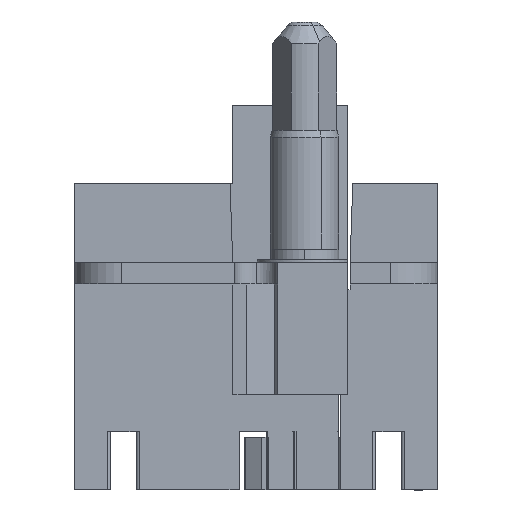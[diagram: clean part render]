
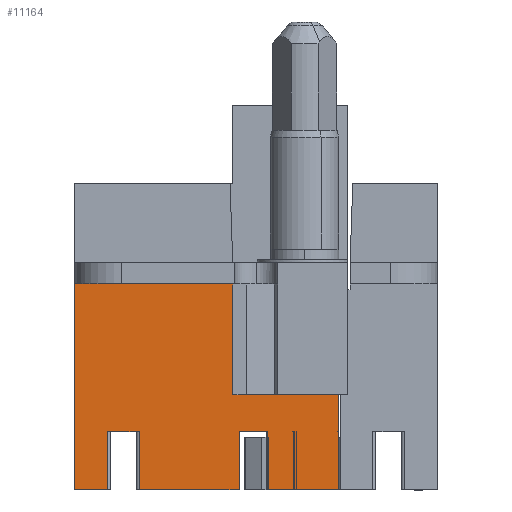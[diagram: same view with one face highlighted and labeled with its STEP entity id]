
A CAD part, front view. The second image highlights one B-rep face of the part: STEP entity #11164.
In plain terms, the highlighted planar face has unit normal (0, -1, 0).
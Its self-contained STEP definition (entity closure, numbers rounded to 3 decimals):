
#6297=AXIS2_PLACEMENT_3D('Plane Axis2P3D',#6294,#6295,#6296) ;
#5376=CARTESIAN_POINT('Vertex',(6.138,9.2,0.)) ;
#5379=CARTESIAN_POINT('Line Origine',(6.138,9.2,2.75)) ;
#5383=CARTESIAN_POINT('Vertex',(6.138,9.2,5.5)) ;
#5408=CARTESIAN_POINT('Line Origine',(4.65,9.2,5.5)) ;
#5412=CARTESIAN_POINT('Vertex',(3.163,9.2,5.5)) ;
#5434=CARTESIAN_POINT('Line Origine',(3.163,9.2,2.75)) ;
#5438=CARTESIAN_POINT('Vertex',(3.163,9.2,0.)) ;
#5553=CARTESIAN_POINT('Vertex',(15.,9.2,9.)) ;
#5556=CARTESIAN_POINT('Line Origine',(20.,9.2,9.)) ;
#5560=CARTESIAN_POINT('Vertex',(25.,9.2,9.)) ;
#5595=CARTESIAN_POINT('Line Origine',(25.,9.2,4.5)) ;
#5599=CARTESIAN_POINT('Vertex',(25.,9.2,0.)) ;
#5631=CARTESIAN_POINT('Line Origine',(21.63,9.2,0.)) ;
#5635=CARTESIAN_POINT('Vertex',(18.26,9.2,0.)) ;
#5667=CARTESIAN_POINT('Vertex',(18.26,9.2,5.5)) ;
#5670=CARTESIAN_POINT('Line Origine',(18.26,9.2,2.75)) ;
#5692=CARTESIAN_POINT('Line Origine',(16.93,9.2,5.5)) ;
#5696=CARTESIAN_POINT('Vertex',(15.6,9.2,5.5)) ;
#5722=CARTESIAN_POINT('Line Origine',(15.6,9.2,2.75)) ;
#5726=CARTESIAN_POINT('Vertex',(15.6,9.2,0.)) ;
#5746=CARTESIAN_POINT('Line Origine',(10.869,9.2,0.)) ;
#5855=CARTESIAN_POINT('Vertex',(15.,9.2,19.5)) ;
#5860=CARTESIAN_POINT('Line Origine',(15.,9.2,14.25)) ;
#6294=CARTESIAN_POINT('Axis2P3D Location',(0.,9.2,0.)) ;
#11112=CARTESIAN_POINT('Line Origine',(1.581,9.2,0.)) ;
#11116=CARTESIAN_POINT('Vertex',(0.,9.2,0.)) ;
#11136=CARTESIAN_POINT('Line Origine',(7.5,9.2,19.5)) ;
#11140=CARTESIAN_POINT('Vertex',(0.,9.2,19.5)) ;
#11143=CARTESIAN_POINT('Line Origine',(0.,9.2,9.75)) ;
#5380=DIRECTION('Vector Direction',(0.,0.,-1.)) ;
#5409=DIRECTION('Vector Direction',(1.,0.,0.)) ;
#5435=DIRECTION('Vector Direction',(0.,0.,-1.)) ;
#5557=DIRECTION('Vector Direction',(-1.,0.,0.)) ;
#5596=DIRECTION('Vector Direction',(0.,0.,1.)) ;
#5632=DIRECTION('Vector Direction',(1.,0.,0.)) ;
#5671=DIRECTION('Vector Direction',(0.,0.,1.)) ;
#5693=DIRECTION('Vector Direction',(1.,0.,0.)) ;
#5723=DIRECTION('Vector Direction',(0.,0.,1.)) ;
#5747=DIRECTION('Vector Direction',(1.,0.,0.)) ;
#5861=DIRECTION('Vector Direction',(0.,0.,1.)) ;
#6295=DIRECTION('Axis2P3D Direction',(0.,-1.,0.)) ;
#6296=DIRECTION('Axis2P3D XDirection',(1.,0.,0.)) ;
#11113=DIRECTION('Vector Direction',(1.,0.,0.)) ;
#11137=DIRECTION('Vector Direction',(1.,0.,0.)) ;
#11144=DIRECTION('Vector Direction',(0.,0.,1.)) ;
#5381=VECTOR('Line Direction',#5380,1.) ;
#5410=VECTOR('Line Direction',#5409,1.) ;
#5436=VECTOR('Line Direction',#5435,1.) ;
#5558=VECTOR('Line Direction',#5557,1.) ;
#5597=VECTOR('Line Direction',#5596,1.) ;
#5633=VECTOR('Line Direction',#5632,1.) ;
#5672=VECTOR('Line Direction',#5671,1.) ;
#5694=VECTOR('Line Direction',#5693,1.) ;
#5724=VECTOR('Line Direction',#5723,1.) ;
#5748=VECTOR('Line Direction',#5747,1.) ;
#5862=VECTOR('Line Direction',#5861,1.) ;
#11114=VECTOR('Line Direction',#11113,1.) ;
#11138=VECTOR('Line Direction',#11137,1.) ;
#11145=VECTOR('Line Direction',#11144,1.) ;
#11149=ORIENTED_EDGE('',*,*,#5750,.F.) ;
#11150=ORIENTED_EDGE('',*,*,#5728,.T.) ;
#11151=ORIENTED_EDGE('',*,*,#5698,.T.) ;
#11152=ORIENTED_EDGE('',*,*,#5674,.F.) ;
#11153=ORIENTED_EDGE('',*,*,#5637,.F.) ;
#11154=ORIENTED_EDGE('',*,*,#5601,.T.) ;
#11155=ORIENTED_EDGE('',*,*,#5562,.F.) ;
#11156=ORIENTED_EDGE('',*,*,#5864,.T.) ;
#11157=ORIENTED_EDGE('',*,*,#11142,.F.) ;
#11158=ORIENTED_EDGE('',*,*,#11147,.F.) ;
#11159=ORIENTED_EDGE('',*,*,#11118,.F.) ;
#11160=ORIENTED_EDGE('',*,*,#5440,.T.) ;
#11161=ORIENTED_EDGE('',*,*,#5414,.F.) ;
#11162=ORIENTED_EDGE('',*,*,#5385,.F.) ;
#11164=ADVANCED_FACE('Hauptk\X2\00F6\X0\rper',(#11163),#6298,.T.) ;
#5385=EDGE_CURVE('',#5377,#5384,#5382,.F.) ;
#5414=EDGE_CURVE('',#5384,#5413,#5411,.F.) ;
#5440=EDGE_CURVE('',#5439,#5413,#5437,.F.) ;
#5562=EDGE_CURVE('',#5554,#5561,#5559,.F.) ;
#5601=EDGE_CURVE('',#5600,#5561,#5598,.T.) ;
#5637=EDGE_CURVE('',#5600,#5636,#5634,.F.) ;
#5674=EDGE_CURVE('',#5636,#5668,#5673,.T.) ;
#5698=EDGE_CURVE('',#5697,#5668,#5695,.T.) ;
#5728=EDGE_CURVE('',#5727,#5697,#5725,.T.) ;
#5750=EDGE_CURVE('',#5727,#5377,#5749,.F.) ;
#5864=EDGE_CURVE('',#5554,#5856,#5863,.T.) ;
#11118=EDGE_CURVE('',#5439,#11117,#11115,.F.) ;
#11142=EDGE_CURVE('',#11141,#5856,#11139,.T.) ;
#11147=EDGE_CURVE('',#11117,#11141,#11146,.T.) ;
#11148=EDGE_LOOP('',(#11149,#11150,#11151,#11152,#11153,#11154,#11155,#11156,#11157,#11158,#11159,#11160,#11161,#11162)) ;
#11163=FACE_OUTER_BOUND('',#11148,.T.) ;
#5382=LINE('Line',#5379,#5381) ;
#5411=LINE('Line',#5408,#5410) ;
#5437=LINE('Line',#5434,#5436) ;
#5559=LINE('Line',#5556,#5558) ;
#5598=LINE('Line',#5595,#5597) ;
#5634=LINE('Line',#5631,#5633) ;
#5673=LINE('Line',#5670,#5672) ;
#5695=LINE('Line',#5692,#5694) ;
#5725=LINE('Line',#5722,#5724) ;
#5749=LINE('Line',#5746,#5748) ;
#5863=LINE('Line',#5860,#5862) ;
#11115=LINE('Line',#11112,#11114) ;
#11139=LINE('Line',#11136,#11138) ;
#11146=LINE('Line',#11143,#11145) ;
#6298=PLANE('',#6297) ;
#5377=VERTEX_POINT('',#5376) ;
#5384=VERTEX_POINT('',#5383) ;
#5413=VERTEX_POINT('',#5412) ;
#5439=VERTEX_POINT('',#5438) ;
#5554=VERTEX_POINT('',#5553) ;
#5561=VERTEX_POINT('',#5560) ;
#5600=VERTEX_POINT('',#5599) ;
#5636=VERTEX_POINT('',#5635) ;
#5668=VERTEX_POINT('',#5667) ;
#5697=VERTEX_POINT('',#5696) ;
#5727=VERTEX_POINT('',#5726) ;
#5856=VERTEX_POINT('',#5855) ;
#11117=VERTEX_POINT('',#11116) ;
#11141=VERTEX_POINT('',#11140) ;
